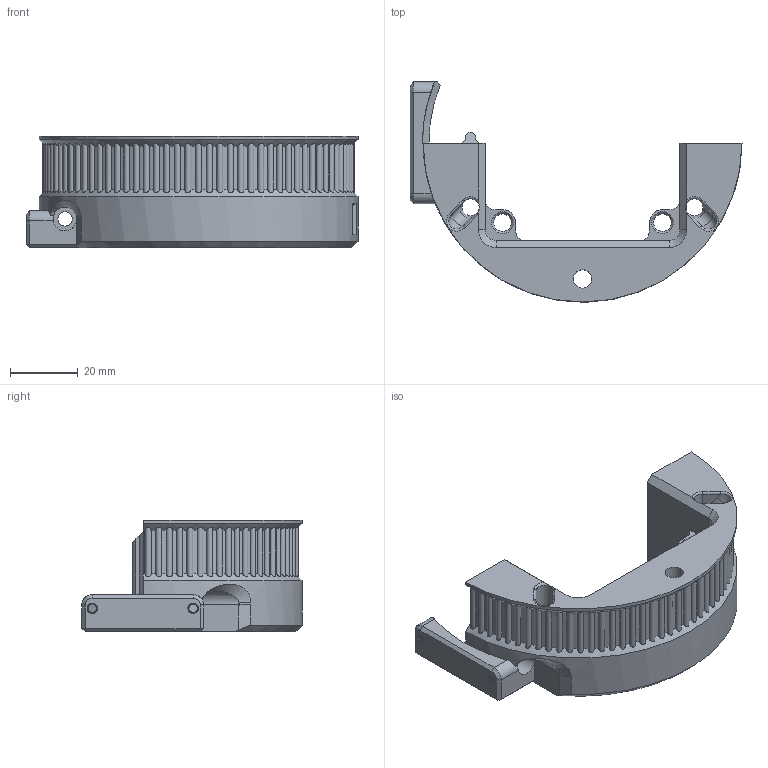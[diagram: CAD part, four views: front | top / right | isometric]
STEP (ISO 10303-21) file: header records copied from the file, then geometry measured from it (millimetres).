
FILE_DESCRIPTION(/* description */ (''),/* implementation_level */ '2;1');
FILE_NAME(/* name */ 'PitClamp_v3_Motor_Ring_Half_140w.step',/* time_stamp */ '2024-04-06T11:41:27-04:00',/* author */ (''),/* organization */ (''),/* preprocessor_version */ 'ST-DEVELOPER v20',/* originating_system */ 'Autodesk Translation Framework v12.20.1.177',/* authorisation */ '');
FILE_SCHEMA (('AUTOMOTIVE_DESIGN { 1 0 10303 214 3 1 1 }'));
Length unit declared in the file: millimetre
Products named in the file (1): PitClamp v3 RELEASE FILES
Bounding box: 97.86 x 64.95 x 33 mm (x, y, z)
Volume: 55922.1 mm3; surface area: 18145.5 mm2
Topology: 1 solids, 1 shells, 318 faces, 909 edges, 591 vertices
Faces by surface type: cylinder 199, plane 83, cone 18, bspline 12, torus 6
Full cylindrical faces by diameter (mm): 2.529 x8, 3.332 x10, 4.109 x3, 4.2 x1, 5 x2, 5.2 x2, 5.4 x1, 7 x1, 9 x1
Entity records: 17604 total; most frequent: CARTESIAN_POINT 9794, ORIENTED_EDGE 1818, DIRECTION 1385, EDGE_CURVE 909, VERTEX_POINT 591, AXIS2_PLACEMENT_3D 503, LINE 379, VECTOR 379
